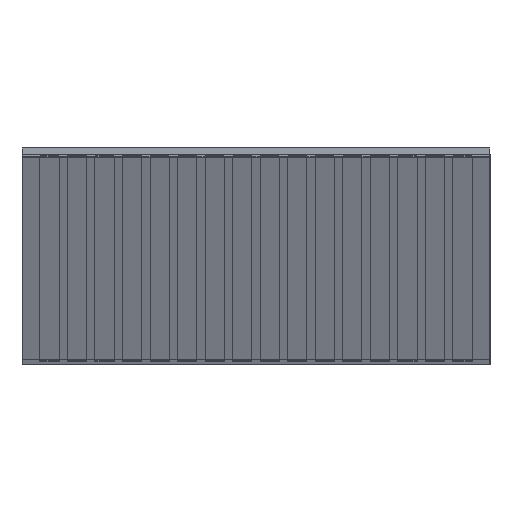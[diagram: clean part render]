
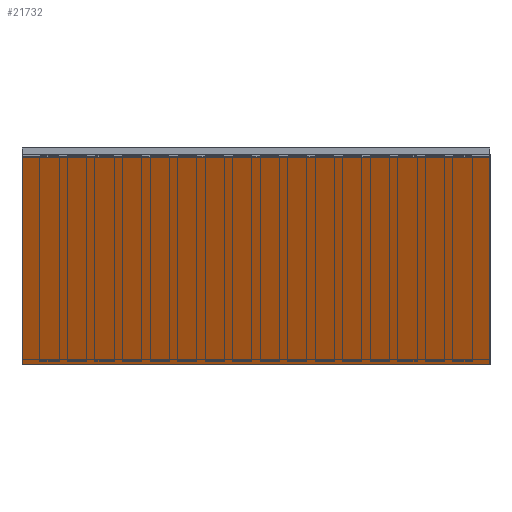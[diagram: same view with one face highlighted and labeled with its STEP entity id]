
A CAD part, left-side view. The second image highlights one B-rep face of the part: STEP entity #21732.
In plain terms, the highlighted planar face has unit normal (-0.909, 0, -0.416).
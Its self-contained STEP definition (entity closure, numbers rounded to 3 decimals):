
#733=ORIENTED_EDGE('',*,*,#5160,.F.);
#734=ORIENTED_EDGE('',*,*,#5386,.F.);
#735=ORIENTED_EDGE('',*,*,#5154,.T.);
#736=ORIENTED_EDGE('',*,*,#5387,.T.);
#5154=EDGE_CURVE('',#7538,#7537,#9130,.T.);
#5160=EDGE_CURVE('',#7542,#7543,#9136,.T.);
#5386=EDGE_CURVE('',#7538,#7542,#9362,.T.);
#5387=EDGE_CURVE('',#7537,#7543,#9363,.T.);
#7537=VERTEX_POINT('',#27699);
#7538=VERTEX_POINT('',#27701);
#7542=VERTEX_POINT('',#27711);
#7543=VERTEX_POINT('',#27713);
#9130=LINE('',#27700,#11530);
#9136=LINE('',#27712,#11536);
#9362=LINE('',#28130,#11762);
#9363=LINE('',#28132,#11763);
#11530=VECTOR('',#23537,1000.);
#11536=VECTOR('',#23545,1000.);
#11762=VECTOR('',#23863,1000.);
#11763=VECTOR('',#23866,1000.);
#13789=EDGE_LOOP('',(#733,#734,#735,#736));
#14583=FACE_BOUND('',#13789,.T.);
#15377=PLANE('',#22533);
#21732=ADVANCED_FACE('',(#14583),#15377,.T.);
#22533=AXIS2_PLACEMENT_3D('',#28131,#23864,#23865);
#23537=DIRECTION('',(0.416,0.,-0.909));
#23545=DIRECTION('',(0.416,0.,-0.909));
#23863=DIRECTION('',(0.,-1.,0.));
#23864=DIRECTION('',(-0.909,0.,-0.416));
#23865=DIRECTION('',(-0.416,0.,0.909));
#23866=DIRECTION('',(0.,-1.,0.));
#27699=CARTESIAN_POINT('',(38.34,17.,-7.58));
#27700=CARTESIAN_POINT('',(38.34,17.,-7.58));
#27701=CARTESIAN_POINT('',(34.902,17.,-0.075));
#27711=CARTESIAN_POINT('',(34.902,0.,-0.075));
#27712=CARTESIAN_POINT('',(38.34,0.,-7.58));
#27713=CARTESIAN_POINT('',(38.34,0.,-7.58));
#28130=CARTESIAN_POINT('',(34.902,17.,-0.075));
#28131=CARTESIAN_POINT('',(38.34,17.,-7.58));
#28132=CARTESIAN_POINT('',(38.34,17.,-7.58));
